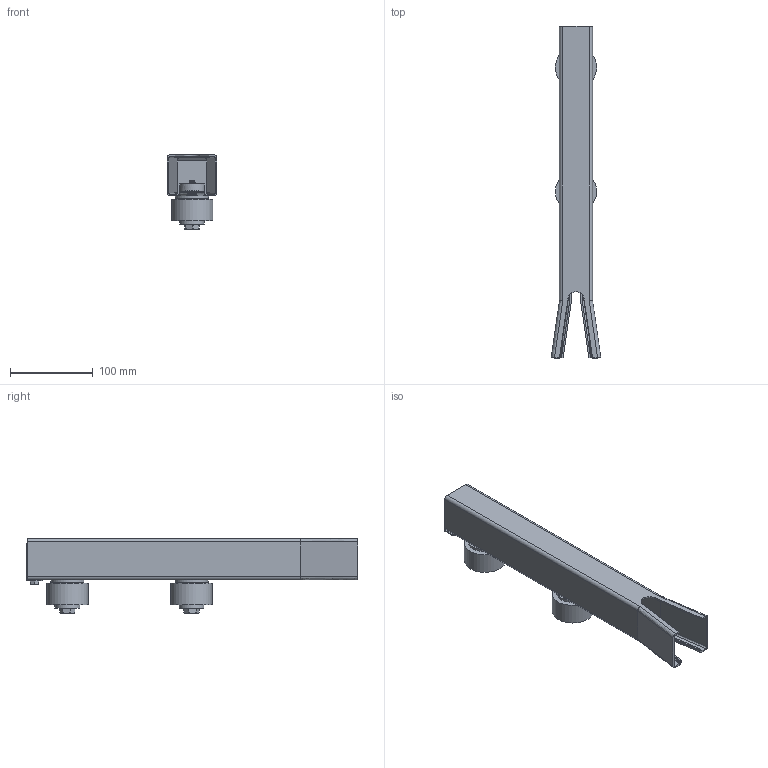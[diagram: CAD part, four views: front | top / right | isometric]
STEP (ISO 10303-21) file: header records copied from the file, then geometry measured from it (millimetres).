
FILE_DESCRIPTION(/* description */ (''),/* implementation_level */ '2;1');
FILE_NAME(/* name */ '1052.stp',/* time_stamp */ '2017-08-24T15:29:31+02:00',/* author */ ('Lionel'),/* organization */ (''),/* preprocessor_version */ 'ST-DEVELOPER v16.5',/* originating_system */ 'Autodesk Inventor 2017',/* authorisation */ '');
FILE_SCHEMA (('AUTOMOTIVE_DESIGN { 1 0 10303 214 3 1 1 }'));
Length unit declared in the file: millimetre
Products named in the file (13): 1052; VIS TH M6x20; vis TH M6x20 helicoidal; vis TH M6x20 corps; 18009; 14293; 15018; 14951-plié; 14926; 14296; 14925; 14849; VIS TH M10x50
Assembly tree (18 placements, depth 3):
  1052
    14926  x2
    14925  x2
    14293  x2
    15018  x2
    14296  x2
    VIS TH M6x20
      vis TH M6x20 helicoidal
      vis TH M6x20 corps
    18009
    14951-plié
    14849
    VIS TH M10x50  x2
Bounding box: 59.92 x 401.2 x 90.4 mm (x, y, z)
Volume: 249234.3 mm3; surface area: 185491.2 mm2
Topology: 17 solids, 17 shells, 307 faces, 842 edges, 540 vertices
Faces by surface type: plane 151, cylinder 128, bspline 20, torus 5, cone 3
Full cylindrical faces by diameter (mm): 4.917 x1, 5 x1, 6.5 x1, 8.376 x2, 10 x2, 10.5 x2, 14 x4, 17.5 x2, 23.8 x2, 24.15 x2, 30 x4, 40 x2, 50 x2
Entity records: 12373 total; most frequent: CARTESIAN_POINT 6848, DIRECTION 1117, ORIENTED_EDGE 1048, EDGE_CURVE 524, AXIS2_PLACEMENT_3D 406, VERTEX_POINT 347, LINE 305, VECTOR 305
